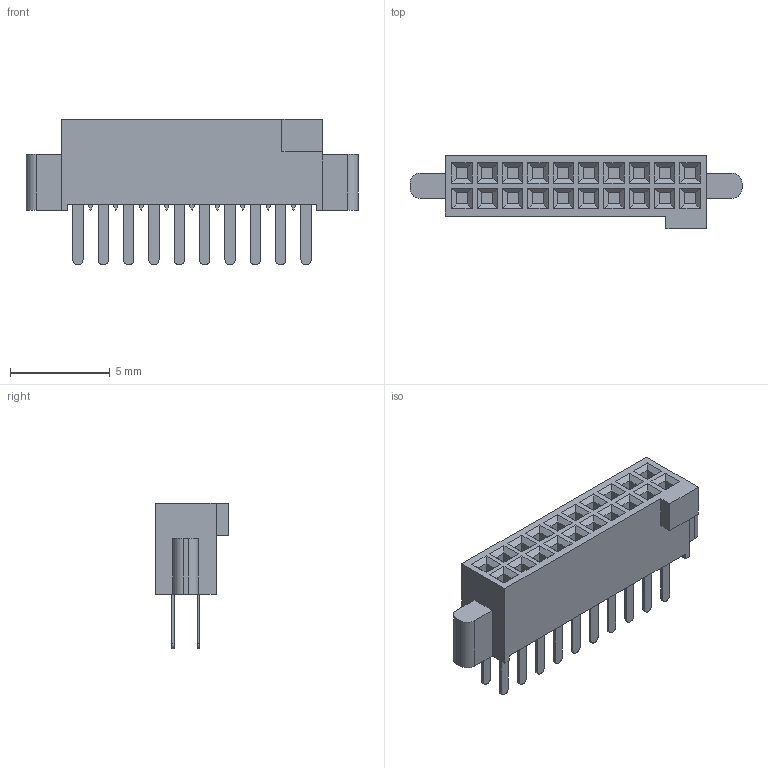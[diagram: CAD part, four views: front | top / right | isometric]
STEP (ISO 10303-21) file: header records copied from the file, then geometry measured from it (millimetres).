
FILE_DESCRIPTION((''),'2;1');
FILE_NAME('SAMTEC_SFM-110-01-S-D.stp','2012-07-04T13:46:18',(''),(''),'Mechanical Desktop 2011','Mechanical Desktop 2011',', , ');
FILE_SCHEMA(('AUTOMOTIVE_DESIGN { 1 2 10303 214 1 1 1 1 }'));
Length unit declared in the file: millimetre
Products named in the file (1): Product
Bounding box: 16.64 x 3.68 x 7.32 mm (x, y, z)
Volume: 164.2 mm3; surface area: 527.1 mm2
Topology: 33 solids, 33 shells, 399 faces, 859 edges, 546 vertices
Faces by surface type: plane 275, bspline 100, cylinder 24
Entity records: 10541 total; most frequent: CARTESIAN_POINT 2105, ORIENTED_EDGE 1718, DIRECTION 1507, EDGE_CURVE 859, VECTOR 811, LINE 811, VERTEX_POINT 546, EDGE_LOOP 419
